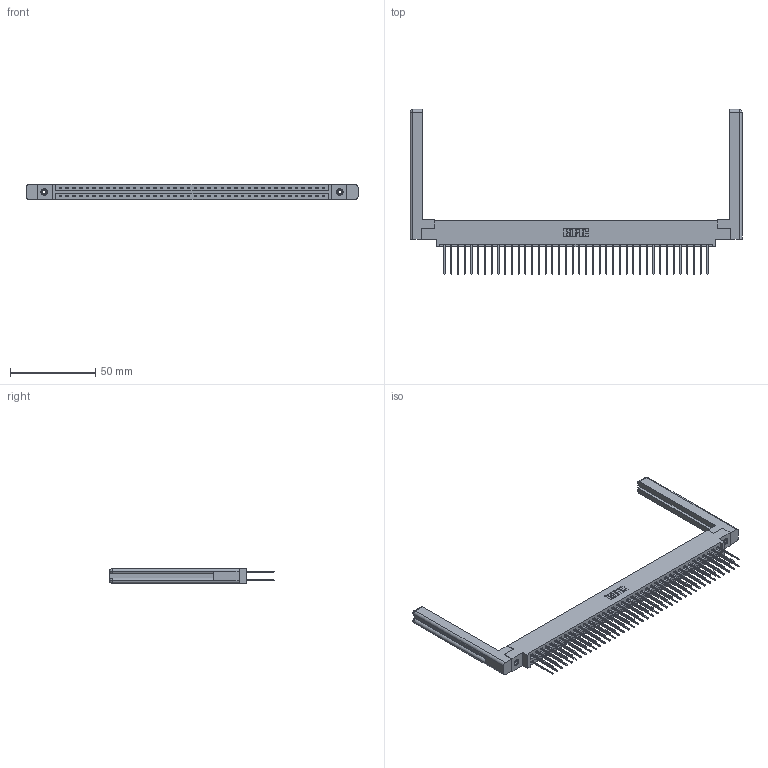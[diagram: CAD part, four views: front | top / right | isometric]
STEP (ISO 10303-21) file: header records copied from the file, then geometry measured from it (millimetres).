
FILE_DESCRIPTION (( 'STEP AP203' ), '1' );
FILE_NAME ('387-080-542-858.STEP', '2019-10-22T22:22:40', ( '' ), ( '' ), 'SwSTEP 2.0', 'SolidWorks 2016', '' );
FILE_SCHEMA (( 'CONFIG_CONTROL_DESIGN' ));
Length unit declared in the file: inch
Products named in the file (5): 345-250-001_345-250-001-102; 337 Part_0.170 Offset - 0.156 Dia-TI; 387-080-542-858; 307-220-058; 345-292-001_345-293-142
Assembly tree (85 placements, depth 2):
  387-080-542-858
    337 Part_0.170 Offset - 0.156 Dia-TI
    345-292-001_345-293-142  x80
    345-250-001_345-250-001-102  x2
    307-220-058  x2
Bounding box: 195.12 x 97.03 x 9.4 mm (x, y, z)
Volume: 27934.7 mm3; surface area: 30500.2 mm2
Topology: 85 solids, 85 shells, 4580 faces, 13557 edges, 8918 vertices
Faces by surface type: plane 3198, cylinder 1358, cone 12, torus 12
Entity records: 34056 total; most frequent: CARTESIAN_POINT 5749, ORIENTED_EDGE 5624, DIRECTION 4908, EDGE_CURVE 2812, LINE 2636, VECTOR 2636, VERTEX_POINT 1866, AXIS2_PLACEMENT_3D 1136
